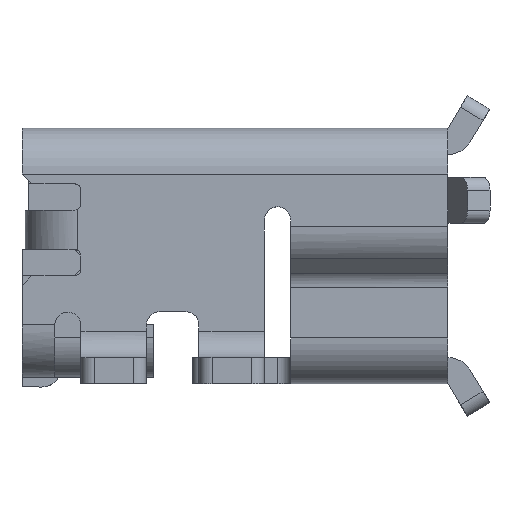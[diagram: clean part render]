
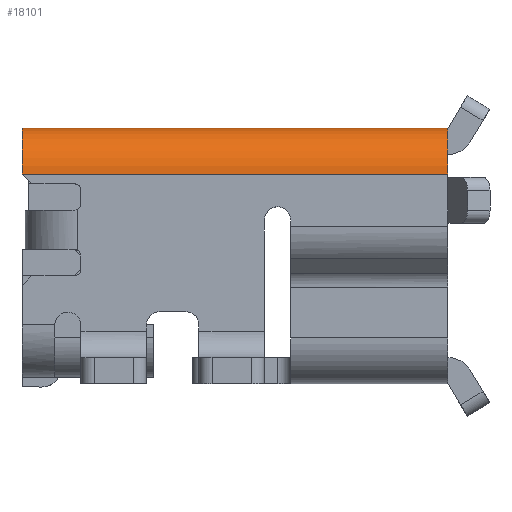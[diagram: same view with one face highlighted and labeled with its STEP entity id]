
A CAD part, left-side view. The second image highlights one B-rep face of the part: STEP entity #18101.
In plain terms, the highlighted cylindrical face has radius 0.7 mm (diameter 1.4 mm), a partial arc.
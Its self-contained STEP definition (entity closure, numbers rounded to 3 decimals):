
#1392 = AXIS2_PLACEMENT_3D ( 'NONE', #14800, #12682, #3527 ) ;
#2556 = CIRCLE ( 'NONE', #1392, 0.7 ) ;
#3527 = DIRECTION ( 'NONE',  ( 1., 0., 0. ) ) ;
#3833 = VECTOR ( 'NONE', #23684, 1000. ) ;
#4003 = LINE ( 'NONE', #19152, #6251 ) ;
#4342 = CARTESIAN_POINT ( 'NONE',  ( -0.804, 19.269, 0.75 ) ) ;
#5885 = VERTEX_POINT ( 'NONE', #23017 ) ;
#6251 = VECTOR ( 'NONE', #11676, 1000. ) ;
#6294 = ORIENTED_EDGE ( 'NONE', *, *, #19913, .T. ) ;
#6445 = ORIENTED_EDGE ( 'NONE', *, *, #18882, .F. ) ;
#7598 = DIRECTION ( 'NONE',  ( 0., -1., 0. ) ) ;
#8070 = EDGE_CURVE ( 'NONE', #10114, #5885, #16781, .T. ) ;
#9505 = DIRECTION ( 'NONE',  ( 1., 0., 0. ) ) ;
#10114 = VERTEX_POINT ( 'NONE', #12157 ) ;
#11461 = CARTESIAN_POINT ( 'NONE',  ( -1.504, 19.269, 0.75 ) ) ;
#11676 = DIRECTION ( 'NONE',  ( 0., -1., 0. ) ) ;
#12157 = CARTESIAN_POINT ( 'NONE',  ( -0.804, 25.769, 1.45 ) ) ;
#12606 = VERTEX_POINT ( 'NONE', #14924 ) ;
#12682 = DIRECTION ( 'NONE',  ( 0., -1., 0. ) ) ;
#13020 = CARTESIAN_POINT ( 'NONE',  ( -0.804, 24.869, 0.75 ) ) ;
#13027 = AXIS2_PLACEMENT_3D ( 'NONE', #13020, #7598, #20632 ) ;
#14800 = CARTESIAN_POINT ( 'NONE',  ( -0.804, 25.769, 0.75 ) ) ;
#14924 = CARTESIAN_POINT ( 'NONE',  ( -1.504, 25.769, 0.75 ) ) ;
#15015 = CYLINDRICAL_SURFACE ( 'NONE', #13027, 0.7 ) ;
#15129 = AXIS2_PLACEMENT_3D ( 'NONE', #4342, #19349, #9505 ) ;
#16781 = LINE ( 'NONE', #22273, #3833 ) ;
#17656 = EDGE_LOOP ( 'NONE', ( #17769, #6445, #18217, #6294 ) ) ;
#17769 = ORIENTED_EDGE ( 'NONE', *, *, #23074, .T. ) ;
#18101 = ADVANCED_FACE ( 'NONE', ( #24486 ), #15015, .T. ) ;
#18217 = ORIENTED_EDGE ( 'NONE', *, *, #8070, .F. ) ;
#18882 = EDGE_CURVE ( 'NONE', #5885, #23509, #22697, .T. ) ;
#19152 = CARTESIAN_POINT ( 'NONE',  ( -1.504, 24.869, 0.75 ) ) ;
#19349 = DIRECTION ( 'NONE',  ( 0., -1., 0. ) ) ;
#19913 = EDGE_CURVE ( 'NONE', #10114, #12606, #2556, .T. ) ;
#20632 = DIRECTION ( 'NONE',  ( 1., 0., 0. ) ) ;
#22273 = CARTESIAN_POINT ( 'NONE',  ( -0.804, 24.507, 1.45 ) ) ;
#22697 = CIRCLE ( 'NONE', #15129, 0.7 ) ;
#23017 = CARTESIAN_POINT ( 'NONE',  ( -0.804, 19.269, 1.45 ) ) ;
#23074 = EDGE_CURVE ( 'NONE', #12606, #23509, #4003, .T. ) ;
#23509 = VERTEX_POINT ( 'NONE', #11461 ) ;
#23684 = DIRECTION ( 'NONE',  ( 0., -1., 0. ) ) ;
#24486 = FACE_OUTER_BOUND ( 'NONE', #17656, .T. ) ;
